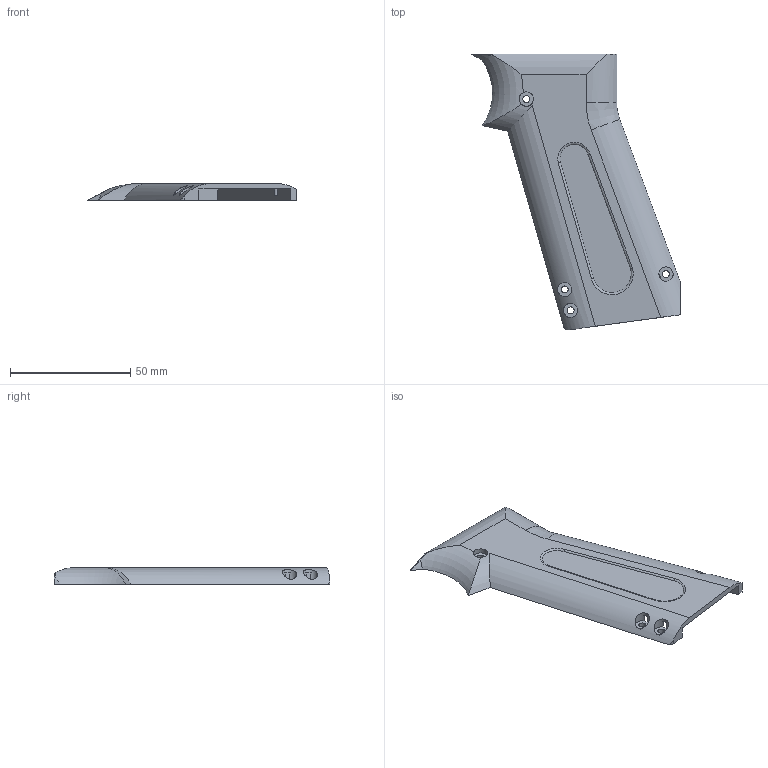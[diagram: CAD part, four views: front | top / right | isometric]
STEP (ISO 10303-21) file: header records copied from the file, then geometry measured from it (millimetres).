
FILE_DESCRIPTION(/* description */ (''),/* implementation_level */ '2;1');
FILE_NAME(/* name */ 'shirdalgripscaleright v10.step',/* time_stamp */ '2022-11-20T14:58:05-05:00',/* author */ (''),/* organization */ (''),/* preprocessor_version */ 'ST-DEVELOPER v19.2',/* originating_system */ 'Autodesk Translation Framework v11.17.0.187',/* authorisation */ '');
FILE_SCHEMA (('AUTOMOTIVE_DESIGN { 1 0 10303 214 3 1 1 }'));
Length unit declared in the file: millimetre
Products named in the file (1): shirdalgripscaleright
Bounding box: 86.68 x 114.52 x 7 mm (x, y, z)
Volume: 19166.1 mm3; surface area: 13697.2 mm2
Topology: 1 solids, 1 shells, 39 faces, 114 edges, 76 vertices
Faces by surface type: plane 17, cylinder 17, torus 4, bspline 1
Full cylindrical faces by diameter (mm): 2.8 x1, 2.9 x4, 6 x3
Entity records: 1659 total; most frequent: CARTESIAN_POINT 537, ORIENTED_EDGE 228, DIRECTION 216, EDGE_CURVE 114, AXIS2_PLACEMENT_3D 80, VERTEX_POINT 76, LINE 56, VECTOR 56
